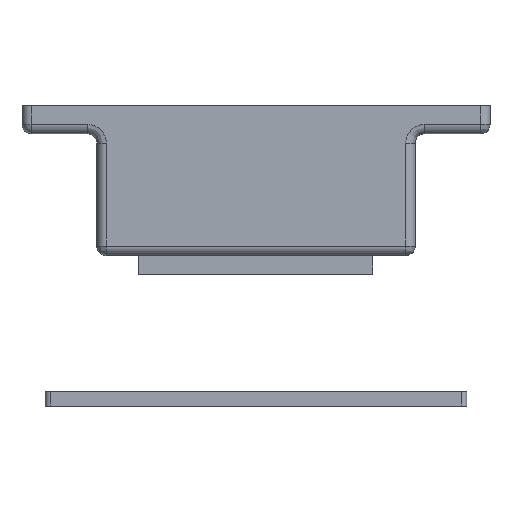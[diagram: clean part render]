
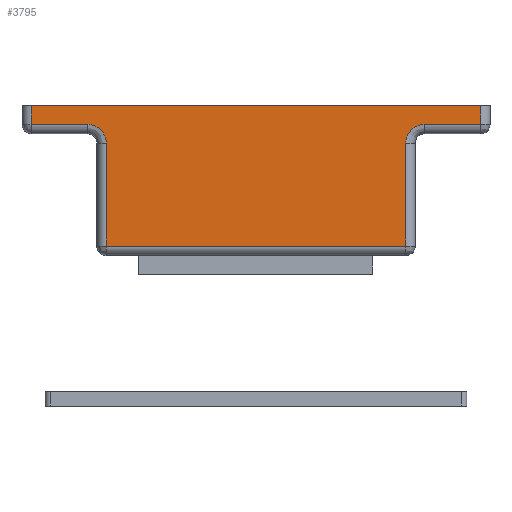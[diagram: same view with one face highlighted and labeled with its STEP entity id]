
A CAD part, top view. The second image highlights one B-rep face of the part: STEP entity #3795.
In plain terms, the highlighted free-form (B-spline) face has degree [1, 1] with [2, 2] control points.
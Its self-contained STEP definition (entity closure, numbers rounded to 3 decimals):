
#1953=CARTESIAN_POINT('',(-24.,-2.,7.0));
#1954=VERTEX_POINT('',#1953);
#2089=CARTESIAN_POINT('',(-18.,-2.,7.0));
#2090=VERTEX_POINT('',#2089);
#2104=CARTESIAN_POINT('',(-24.,-2.,7.0));
#2105=CARTESIAN_POINT('',(-18.,-2.,7.0));
#2106=QUASI_UNIFORM_CURVE('',1,(#2104,#2105),.UNSPECIFIED.,.F.,.U.);
#2107=EDGE_CURVE('',#1954,#2090,#2106,.T.);
#2134=CARTESIAN_POINT('',(-24.,0.0,7.0));
#2135=VERTEX_POINT('',#2134);
#2155=CARTESIAN_POINT('',(-24.,0.0,7.0));
#2156=CARTESIAN_POINT('',(-24.,-2.,7.0));
#2157=QUASI_UNIFORM_CURVE('',1,(#2155,#2156),.UNSPECIFIED.,.F.,.U.);
#2158=EDGE_CURVE('',#2135,#1954,#2157,.T.);
#2236=CARTESIAN_POINT('',(-16.,-4.,7.0));
#2237=VERTEX_POINT('',#2236);
#2251=CARTESIAN_POINT('',(-16.,-4.,7.0));
#2252=CARTESIAN_POINT('',(-16.,-2.,7.));
#2253=CARTESIAN_POINT('',(-18.,-2.,7.0));
#2261=(BOUNDED_CURVE()B_SPLINE_CURVE(2,(#2251,#2252,#2253),.UNSPECIFIED.,.F.,.U.)CURVE()GEOMETRIC_REPRESENTATION_ITEM()QUASI_UNIFORM_CURVE()RATIONAL_B_SPLINE_CURVE((1.0,0.707,1.0))REPRESENTATION_ITEM(''));
#2262=EDGE_CURVE('',#2237,#2090,#2261,.T.);
#2373=CARTESIAN_POINT('',(-16.,-15.,7.0));
#2374=VERTEX_POINT('',#2373);
#2388=CARTESIAN_POINT('',(-16.,-4.,7.0));
#2389=CARTESIAN_POINT('',(-16.,-15.,7.0));
#2390=QUASI_UNIFORM_CURVE('',1,(#2388,#2389),.UNSPECIFIED.,.F.,.U.);
#2391=EDGE_CURVE('',#2237,#2374,#2390,.T.);
#2604=CARTESIAN_POINT('',(16.0,-15.,7.0));
#2605=VERTEX_POINT('',#2604);
#2619=CARTESIAN_POINT('',(-16.,-15.,7.0));
#2620=CARTESIAN_POINT('',(16.0,-15.,7.0));
#2621=QUASI_UNIFORM_CURVE('',1,(#2619,#2620),.UNSPECIFIED.,.F.,.U.);
#2622=EDGE_CURVE('',#2374,#2605,#2621,.T.);
#2843=CARTESIAN_POINT('',(16.0,-4.,7.0));
#2844=VERTEX_POINT('',#2843);
#2858=CARTESIAN_POINT('',(16.0,-15.,7.0));
#2859=CARTESIAN_POINT('',(16.0,-4.,7.0));
#2860=QUASI_UNIFORM_CURVE('',1,(#2858,#2859),.UNSPECIFIED.,.F.,.U.);
#2861=EDGE_CURVE('',#2605,#2844,#2860,.T.);
#2945=CARTESIAN_POINT('',(18.0,-2.,7.0));
#2946=VERTEX_POINT('',#2945);
#2960=CARTESIAN_POINT('',(18.0,-2.,7.0));
#2961=CARTESIAN_POINT('',(16.,-2.,7.));
#2962=CARTESIAN_POINT('',(16.0,-4.,7.0));
#2970=(BOUNDED_CURVE()B_SPLINE_CURVE(2,(#2960,#2961,#2962),.UNSPECIFIED.,.F.,.U.)CURVE()GEOMETRIC_REPRESENTATION_ITEM()QUASI_UNIFORM_CURVE()RATIONAL_B_SPLINE_CURVE((1.0,0.707,1.0))REPRESENTATION_ITEM(''));
#2971=EDGE_CURVE('',#2946,#2844,#2970,.T.);
#3082=CARTESIAN_POINT('',(24.0,-2.,7.0));
#3083=VERTEX_POINT('',#3082);
#3097=CARTESIAN_POINT('',(18.0,-2.,7.0));
#3098=CARTESIAN_POINT('',(24.0,-2.,7.0));
#3099=QUASI_UNIFORM_CURVE('',1,(#3097,#3098),.UNSPECIFIED.,.F.,.U.);
#3100=EDGE_CURVE('',#2946,#3083,#3099,.T.);
#3175=CARTESIAN_POINT('',(24.0,0.0,7.0));
#3176=VERTEX_POINT('',#3175);
#3190=CARTESIAN_POINT('',(24.0,-2.,7.0));
#3191=CARTESIAN_POINT('',(24.0,0.0,7.0));
#3192=QUASI_UNIFORM_CURVE('',1,(#3190,#3191),.UNSPECIFIED.,.F.,.U.);
#3193=EDGE_CURVE('',#3083,#3176,#3192,.T.);
#3774=CARTESIAN_POINT('',(-26.398,0.749,7.0));
#3775=CARTESIAN_POINT('',(26.398,0.749,7.0));
#3776=CARTESIAN_POINT('',(-26.398,-15.749,7.0));
#3777=CARTESIAN_POINT('',(26.398,-15.749,7.0));
#3778=B_SPLINE_SURFACE_WITH_KNOTS('',1,1,((#3774,#3776),(#3775,#3777)),.UNSPECIFIED.,.F.,.F.,.U.,(2,2),(2,2),(0.0,52.795),(0.0,16.499),.UNSPECIFIED.);
#3779=CARTESIAN_POINT('',(-24.,0.0,7.0));
#3780=CARTESIAN_POINT('',(24.0,0.0,7.0));
#3781=QUASI_UNIFORM_CURVE('',1,(#3779,#3780),.UNSPECIFIED.,.F.,.U.);
#3782=EDGE_CURVE('',#2135,#3176,#3781,.T.);
#3783=ORIENTED_EDGE('',*,*,#3782,.F.);
#3784=ORIENTED_EDGE('',*,*,#2158,.T.);
#3785=ORIENTED_EDGE('',*,*,#2107,.T.);
#3786=ORIENTED_EDGE('',*,*,#2262,.F.);
#3787=ORIENTED_EDGE('',*,*,#2391,.T.);
#3788=ORIENTED_EDGE('',*,*,#2622,.T.);
#3789=ORIENTED_EDGE('',*,*,#2861,.T.);
#3790=ORIENTED_EDGE('',*,*,#2971,.F.);
#3791=ORIENTED_EDGE('',*,*,#3100,.T.);
#3792=ORIENTED_EDGE('',*,*,#3193,.T.);
#3793=EDGE_LOOP('',(#3783,#3784,#3785,#3786,#3787,#3788,#3789,#3790,#3791,#3792));
#3794=FACE_OUTER_BOUND('',#3793,.T.);
#3795=ADVANCED_FACE('',(#3794),#3778,.F.);
